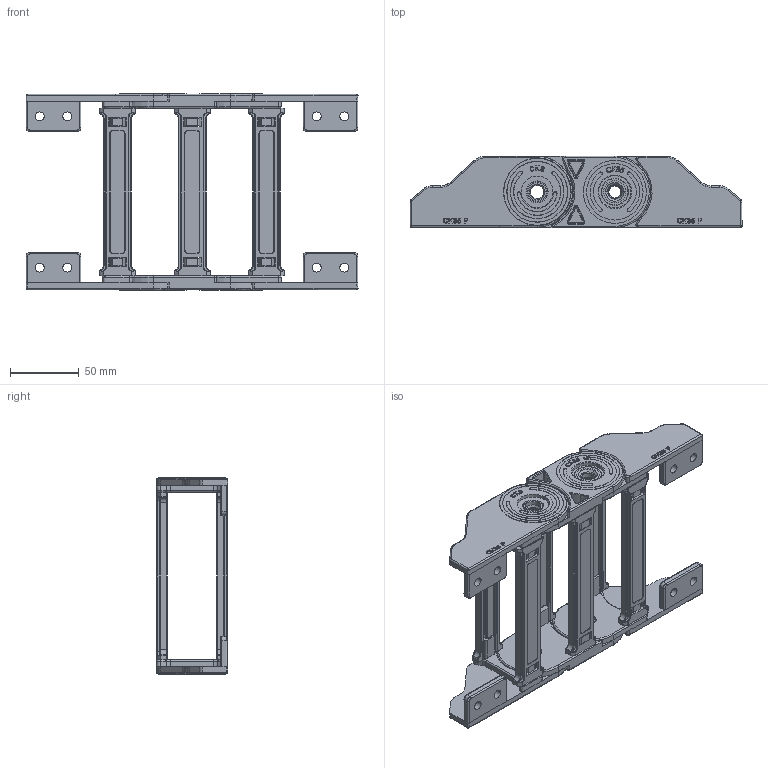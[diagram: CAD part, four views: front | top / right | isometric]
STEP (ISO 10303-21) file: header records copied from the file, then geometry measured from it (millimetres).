
FILE_DESCRIPTION (( 'STEP AP214' ), '1' );
FILE_NAME ('CK35-A120-ESKÝ AYAK.STEP', '2019-09-16T12:25:26', ( '' ), ( '' ), 'SwSTEP 2.0', 'SolidWorks 2017', '' );
FILE_SCHEMA (( 'AUTOMOTIVE_DESIGN' ));
Length unit declared in the file: millimetre
Products named in the file (1): CK35-A120-ESKÝ AYAK
Bounding box: 241.54 x 52.02 x 142.61 mm (x, y, z)
Volume: 227889.3 mm3; surface area: 159446 mm2
Topology: 12 solids, 12 shells, 2814 faces, 7094 edges, 4356 vertices
Faces by surface type: plane 1026, cylinder 944, bspline 442, torus 288, sphere 80, cone 34
Entity records: 118225 total; most frequent: CARTESIAN_POINT 54227, ORIENTED_EDGE 14020, DIRECTION 12268, EDGE_CURVE 7010, VERTEX_POINT 4356, AXIS2_PLACEMENT_3D 4283, LINE 3702, VECTOR 3702
